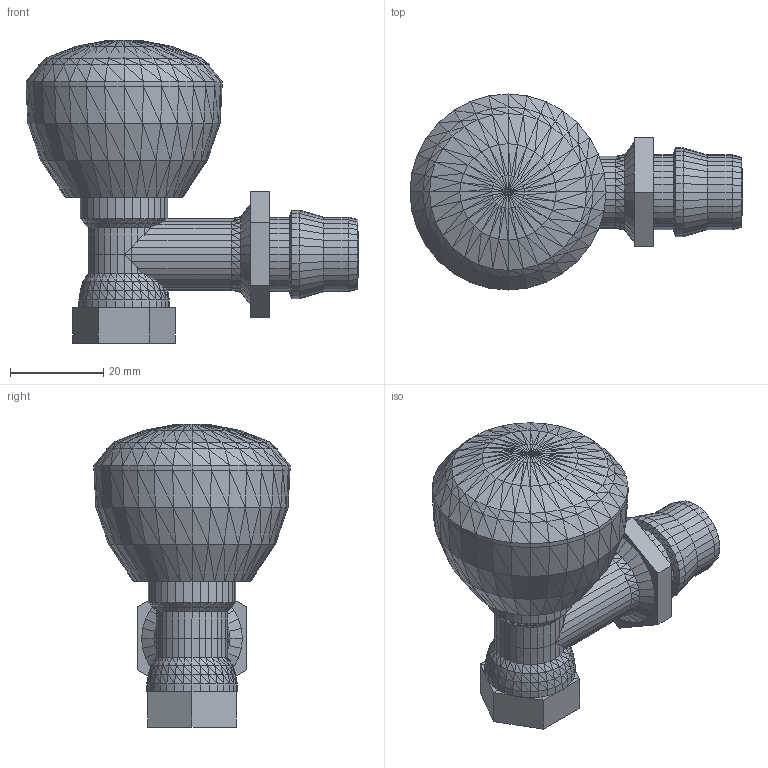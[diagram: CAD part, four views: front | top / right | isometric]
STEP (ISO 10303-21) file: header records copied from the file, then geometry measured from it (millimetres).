
FILE_DESCRIPTION((''),'2;1');
FILE_NAME('MAV_ANGLE_DN10_003L1835_3D','2023-09-20T15:23:27',('U331767'),('Danfoss'),'CREO PARAMETRIC BY PTC INC, 2022124','CREO PARAMETRIC BY PTC INC, 2022124','');
FILE_SCHEMA(('CONFIG_CONTROL_DESIGN'));
Length unit declared in the file: millimetre
Products named in the file (1): MAV_ANGLE_DN10_003L1835_3D
Bounding box: 71.11 x 42 x 64.94 mm (x, y, z)
Volume: 8460.9 mm3; surface area: 13563 mm2
Topology: 3 solids, 15 shells, 1752 faces, 3144 edges, 1412 vertices
Faces by surface type: plane 1752
Entity records: 39225 total; most frequent: CARTESIAN_POINT 6668, DIRECTION 6650, ORIENTED_EDGE 5872, VECTOR 3144, LINE 3144, EDGE_CURVE 3144, VERTEX_POINT 1771, EDGE_LOOP 1754
